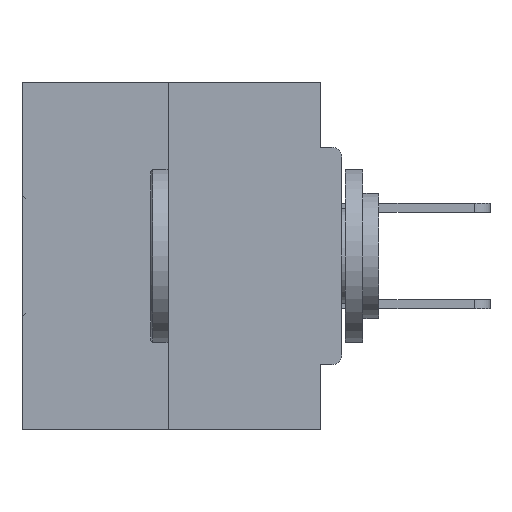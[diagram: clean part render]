
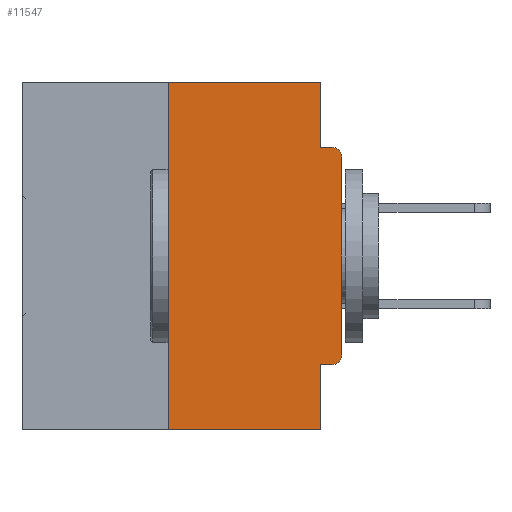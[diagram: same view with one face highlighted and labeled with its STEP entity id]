
A CAD part, left-side view. The second image highlights one B-rep face of the part: STEP entity #11547.
In plain terms, the highlighted planar face has unit normal (-1, 0, 0).
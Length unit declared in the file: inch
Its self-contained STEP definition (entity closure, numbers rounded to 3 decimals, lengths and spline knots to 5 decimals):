
#891 = EDGE_CURVE ( 'NONE', #24572, #5949, #36124, .T. ) ;
#1573 = CARTESIAN_POINT ( 'NONE',  ( 0., 0., -0.4065 ) ) ;
#1638 = CARTESIAN_POINT ( 'NONE',  ( 0., 0., 0. ) ) ;
#1718 = DIRECTION ( 'NONE',  ( 0., 1., 0. ) ) ;
#3339 = EDGE_CURVE ( 'NONE', #11478, #31760, #44056, .T. ) ;
#3950 = AXIS2_PLACEMENT_3D ( 'NONE', #43047, #29530, #39872 ) ;
#4062 = EDGE_CURVE ( 'NONE', #8856, #19492, #36968, .T. ) ;
#4642 = ORIENTED_EDGE ( 'NONE', *, *, #25415, .F. ) ;
#5388 = ORIENTED_EDGE ( 'NONE', *, *, #18385, .T. ) ;
#5892 = CARTESIAN_POINT ( 'NONE',  ( 0., 0.031, 0. ) ) ;
#5949 = VERTEX_POINT ( 'NONE', #13700 ) ;
#6295 = DIRECTION ( 'NONE',  ( 0., -1., 0. ) ) ;
#6996 = ORIENTED_EDGE ( 'NONE', *, *, #3339, .F. ) ;
#7174 = ORIENTED_EDGE ( 'NONE', *, *, #891, .F. ) ;
#8093 = CARTESIAN_POINT ( 'NONE',  ( 0., 0.031, -0.4065 ) ) ;
#8698 = EDGE_CURVE ( 'NONE', #40982, #8856, #18062, .T. ) ;
#8856 = VERTEX_POINT ( 'NONE', #14270 ) ;
#9008 = DIRECTION ( 'NONE',  ( 0., 0., -1. ) ) ;
#9596 = EDGE_CURVE ( 'NONE', #40982, #5949, #17963, .T. ) ;
#10298 = ORIENTED_EDGE ( 'NONE', *, *, #23471, .T. ) ;
#10729 = EDGE_CURVE ( 'NONE', #36972, #31035, #30768, .T. ) ;
#11478 = VERTEX_POINT ( 'NONE', #13702 ) ;
#11547 = ADVANCED_FACE ( 'NONE', ( #17296 ), #33979, .F. ) ;
#12032 = CIRCLE ( 'NONE', #3950, 0.015 ) ;
#12034 = DIRECTION ( 'NONE',  ( -1., 0., 0. ) ) ;
#12237 = DIRECTION ( 'NONE',  ( 0., 0., -1. ) ) ;
#12653 = LINE ( 'NONE', #1573, #24465 ) ;
#12832 = DIRECTION ( 'NONE',  ( 0., 0., 1. ) ) ;
#13414 = CARTESIAN_POINT ( 'NONE',  ( 0., 0.46, 0. ) ) ;
#13700 = CARTESIAN_POINT ( 'NONE',  ( 0., 0.031, -0.5 ) ) ;
#13702 = CARTESIAN_POINT ( 'NONE',  ( 0., 0.031, -0.0935 ) ) ;
#14270 = CARTESIAN_POINT ( 'NONE',  ( 0., 0.25, 0. ) ) ;
#14431 = ORIENTED_EDGE ( 'NONE', *, *, #9596, .T. ) ;
#14627 = DIRECTION ( 'NONE',  ( 0., 0., -1. ) ) ;
#14749 = EDGE_LOOP ( 'NONE', ( #37717, #38656, #14431, #7174, #38757, #32857, #10298, #5388, #6996, #4642 ) ) ;
#16452 = VECTOR ( 'NONE', #12832, 39.37008 ) ;
#17296 = FACE_OUTER_BOUND ( 'NONE', #14749, .T. ) ;
#17963 = LINE ( 'NONE', #21931, #42121 ) ;
#17970 = CARTESIAN_POINT ( 'NONE',  ( 0., 0.015, -0.0935 ) ) ;
#18062 = LINE ( 'NONE', #33566, #16452 ) ;
#18385 = EDGE_CURVE ( 'NONE', #40907, #31760, #12032, .T. ) ;
#19492 = VERTEX_POINT ( 'NONE', #5892 ) ;
#21122 = VECTOR ( 'NONE', #12237, 39.37008 ) ;
#21433 = CARTESIAN_POINT ( 'NONE',  ( 0., 0., -0.3915 ) ) ;
#21931 = CARTESIAN_POINT ( 'NONE',  ( 0., 0.46, -0.5 ) ) ;
#22934 = DIRECTION ( 'NONE',  ( 0., -1., 0. ) ) ;
#23471 = EDGE_CURVE ( 'NONE', #31035, #40907, #35713, .T. ) ;
#24465 = VECTOR ( 'NONE', #1718, 39.37008 ) ;
#24572 = VERTEX_POINT ( 'NONE', #8093 ) ;
#25415 = EDGE_CURVE ( 'NONE', #19492, #11478, #43664, .T. ) ;
#25743 = CARTESIAN_POINT ( 'NONE',  ( 0., 0., -0.1085 ) ) ;
#25826 = DIRECTION ( 'NONE',  ( 0., 0., 1. ) ) ;
#25924 = CARTESIAN_POINT ( 'NONE',  ( 0., 0.031, -0.5 ) ) ;
#27388 = DIRECTION ( 'NONE',  ( 0., 0., -1. ) ) ;
#27410 = EDGE_CURVE ( 'NONE', #36972, #24572, #12653, .T. ) ;
#27537 = DIRECTION ( 'NONE',  ( 1., 0., 0. ) ) ;
#29530 = DIRECTION ( 'NONE',  ( -1., 0., 0. ) ) ;
#29779 = CARTESIAN_POINT ( 'NONE',  ( 0., 0.015, -0.4065 ) ) ;
#30768 = CIRCLE ( 'NONE', #35086, 0.015 ) ;
#31035 = VERTEX_POINT ( 'NONE', #21433 ) ;
#31760 = VERTEX_POINT ( 'NONE', #17970 ) ;
#32611 = CARTESIAN_POINT ( 'NONE',  ( 0., 0.015, -0.3915 ) ) ;
#32857 = ORIENTED_EDGE ( 'NONE', *, *, #10729, .T. ) ;
#33566 = CARTESIAN_POINT ( 'NONE',  ( 0., 0.25, 0. ) ) ;
#33845 = VECTOR ( 'NONE', #22934, 39.37008 ) ;
#33979 = PLANE ( 'NONE',  #43786 ) ;
#34907 = VECTOR ( 'NONE', #6295, 39.37008 ) ;
#35086 = AXIS2_PLACEMENT_3D ( 'NONE', #32611, #12034, #9008 ) ;
#35222 = CARTESIAN_POINT ( 'NONE',  ( 0., 0.031, 0. ) ) ;
#35713 = LINE ( 'NONE', #1638, #41623 ) ;
#36124 = LINE ( 'NONE', #25924, #21122 ) ;
#36968 = LINE ( 'NONE', #44172, #34907 ) ;
#36972 = VERTEX_POINT ( 'NONE', #29779 ) ;
#37717 = ORIENTED_EDGE ( 'NONE', *, *, #4062, .F. ) ;
#38656 = ORIENTED_EDGE ( 'NONE', *, *, #8698, .F. ) ;
#38757 = ORIENTED_EDGE ( 'NONE', *, *, #27410, .F. ) ;
#39872 = DIRECTION ( 'NONE',  ( 0., 0., -1. ) ) ;
#39880 = CARTESIAN_POINT ( 'NONE',  ( 0., 0., -0.0935 ) ) ;
#40907 = VERTEX_POINT ( 'NONE', #25743 ) ;
#40982 = VERTEX_POINT ( 'NONE', #42553 ) ;
#41623 = VECTOR ( 'NONE', #25826, 39.37008 ) ;
#42121 = VECTOR ( 'NONE', #42319, 39.37008 ) ;
#42319 = DIRECTION ( 'NONE',  ( 0., -1., 0. ) ) ;
#42553 = CARTESIAN_POINT ( 'NONE',  ( 0., 0.25, -0.5 ) ) ;
#42568 = VECTOR ( 'NONE', #14627, 39.37008 ) ;
#43047 = CARTESIAN_POINT ( 'NONE',  ( 0., 0.015, -0.1085 ) ) ;
#43664 = LINE ( 'NONE', #35222, #42568 ) ;
#43786 = AXIS2_PLACEMENT_3D ( 'NONE', #13414, #27537, #27388 ) ;
#44056 = LINE ( 'NONE', #39880, #33845 ) ;
#44172 = CARTESIAN_POINT ( 'NONE',  ( 0., 0.46, 0. ) ) ;
